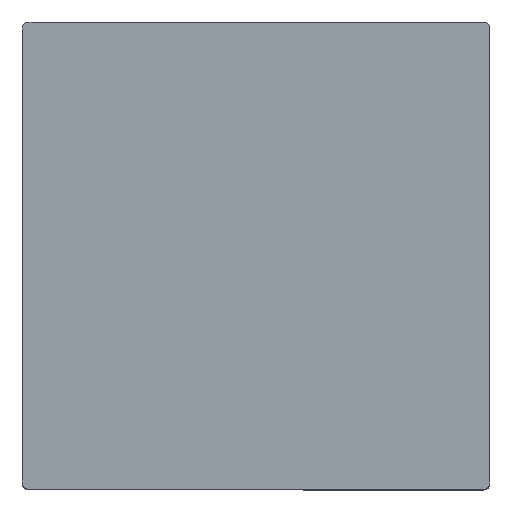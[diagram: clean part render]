
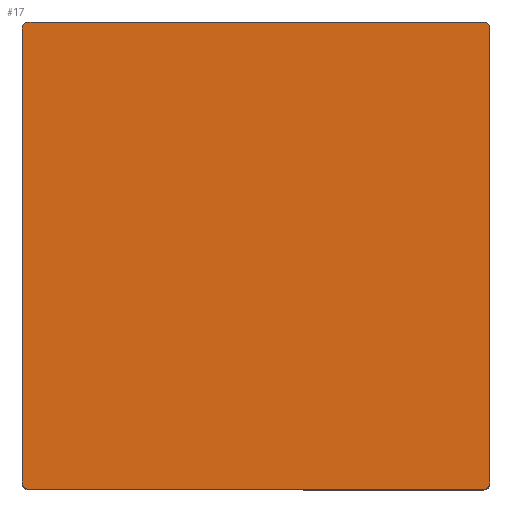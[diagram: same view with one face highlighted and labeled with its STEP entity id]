
A CAD part, top view. The second image highlights one B-rep face of the part: STEP entity #17.
In plain terms, the highlighted free-form (B-spline) face has degree [1, 1] with [2, 2] control points.
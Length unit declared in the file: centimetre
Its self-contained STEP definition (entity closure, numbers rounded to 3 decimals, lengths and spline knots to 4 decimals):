
#17=ADVANCED_FACE('',(#80),#830,.T.);
#80=FACE_OUTER_BOUND('',#143,.T.);
#143=EDGE_LOOP('',(#215,#216));
#215=ORIENTED_EDGE('',*,*,#553,.T.);
#216=ORIENTED_EDGE('',*,*,#715,.T.);
#553=EDGE_CURVE('',#724,#825,#893,.T.);
#715=EDGE_CURVE('',#825,#724,#924,.T.);
#724=VERTEX_POINT('',#2371);
#825=VERTEX_POINT('',#2472);
#830=B_SPLINE_SURFACE_WITH_KNOTS('',1,1,((#1864,#1865),(#1866,#1867)),.UNSPECIFIED.,
.F.,.F.,.F.,(2,2),(2,2),(-29.64,0.36),(-30.,0.),
.UNSPECIFIED.);
#893=(
BOUNDED_CURVE()
B_SPLINE_CURVE(2,(#1160,#1161,#1162,#1163,#1164,#1165,#1166,#1167,#1168,
#1169,#1170),.UNSPECIFIED.,.F.,.F.)
B_SPLINE_CURVE_WITH_KNOTS((3,2,2,2,2,3),(304.1097,450.5012,
596.8927,602.5475,895.3475,901.0024),.UNSPECIFIED.)
CURVE()
GEOMETRIC_REPRESENTATION_ITEM()
RATIONAL_B_SPLINE_CURVE((1.,1.,1.,1.,1.,0.707,1.,1.,1.,0.707,
1.))
REPRESENTATION_ITEM('')
);
#924=(
BOUNDED_CURVE()
B_SPLINE_CURVE(2,(#1792,#1793,#1794,#1795,#1796,#1797,#1798,#1799,#1800,
#1801,#1802),.UNSPECIFIED.,.F.,.F.)
B_SPLINE_CURVE_WITH_KNOTS((3,2,2,2,2,3),(901.0024,1047.3939,
1193.7853,1199.4402,1492.2402,1497.8951),.UNSPECIFIED.)
CURVE()
GEOMETRIC_REPRESENTATION_ITEM()
RATIONAL_B_SPLINE_CURVE((1.,1.,1.,1.,1.,0.707,1.,1.,1.,0.707,
1.))
REPRESENTATION_ITEM('')
);
#1160=CARTESIAN_POINT('',(14.64,14.99,30.1));
#1161=CARTESIAN_POINT('',(7.32,14.99,30.1));
#1162=CARTESIAN_POINT('',(0.,14.99,30.1));
#1163=CARTESIAN_POINT('',(-7.32,14.99,30.1));
#1164=CARTESIAN_POINT('',(-14.64,14.99,30.1));
#1165=CARTESIAN_POINT('',(-15.,14.99,30.1));
#1166=CARTESIAN_POINT('',(-15.,14.63,30.1));
#1167=CARTESIAN_POINT('',(-15.,-0.01,30.1));
#1168=CARTESIAN_POINT('',(-15.,-14.65,30.1));
#1169=CARTESIAN_POINT('',(-15.,-15.01,30.1));
#1170=CARTESIAN_POINT('',(-14.64,-15.01,30.1));
#1792=CARTESIAN_POINT('',(-14.64,-15.01,30.1));
#1793=CARTESIAN_POINT('',(-7.3196,-15.01,30.1));
#1794=CARTESIAN_POINT('',(0.0009,-15.01,30.1));
#1795=CARTESIAN_POINT('',(7.3204,-15.01,30.1));
#1796=CARTESIAN_POINT('',(14.64,-15.01,30.1));
#1797=CARTESIAN_POINT('',(15.,-15.01,30.1));
#1798=CARTESIAN_POINT('',(15.,-14.65,30.1));
#1799=CARTESIAN_POINT('',(15.,-0.01,30.1));
#1800=CARTESIAN_POINT('',(15.,14.63,30.1));
#1801=CARTESIAN_POINT('',(15.,14.99,30.1));
#1802=CARTESIAN_POINT('',(14.64,14.99,30.1));
#1864=CARTESIAN_POINT('',(-15.,-15.01,30.1));
#1865=CARTESIAN_POINT('',(-15.,14.99,30.1));
#1866=CARTESIAN_POINT('',(15.,-15.01,30.1));
#1867=CARTESIAN_POINT('',(15.,14.99,30.1));
#2371=CARTESIAN_POINT('',(14.64,14.99,30.1));
#2472=CARTESIAN_POINT('',(-14.64,-15.01,30.1));
